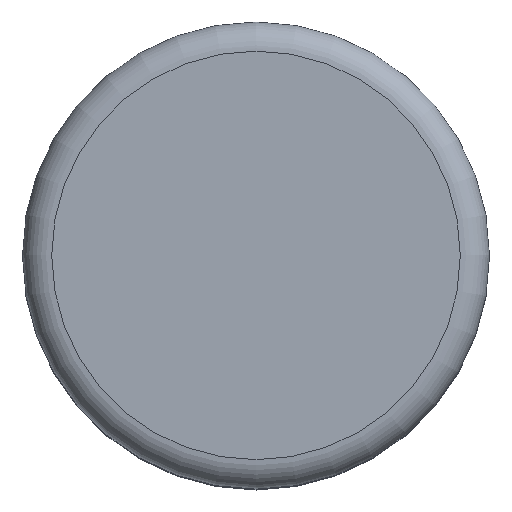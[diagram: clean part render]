
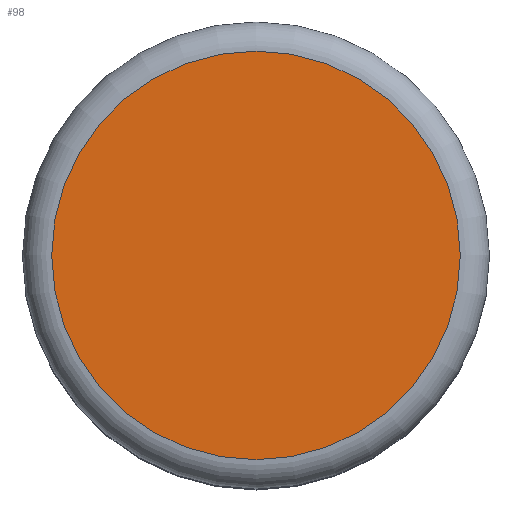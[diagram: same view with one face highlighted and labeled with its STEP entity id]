
A CAD part, top view. The second image highlights one B-rep face of the part: STEP entity #98.
In plain terms, the highlighted planar face has unit normal (0, 0, 1).
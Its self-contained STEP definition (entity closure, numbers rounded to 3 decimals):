
#15=PLANE('',#118);
#31=FACE_OUTER_BOUND('',#42,.T.);
#42=EDGE_LOOP('',(#82));
#55=CIRCLE('',#115,3.5);
#63=VERTEX_POINT('',#170);
#71=EDGE_CURVE('',#63,#63,#55,.T.);
#82=ORIENTED_EDGE('',*,*,#71,.T.);
#98=ADVANCED_FACE('',(#31),#15,.F.);
#115=AXIS2_PLACEMENT_3D('',#171,#136,#137);
#118=AXIS2_PLACEMENT_3D('',#175,#142,#143);
#136=DIRECTION('center_axis',(0.,0.,1.));
#137=DIRECTION('ref_axis',(0.,-1.,0.));
#142=DIRECTION('center_axis',(0.,0.,-1.));
#143=DIRECTION('ref_axis',(-1.,0.,0.));
#170=CARTESIAN_POINT('',(0.,3.5,5.75));
#171=CARTESIAN_POINT('Origin',(0.,0.,5.75));
#175=CARTESIAN_POINT('Origin',(0.,0.,5.75));
